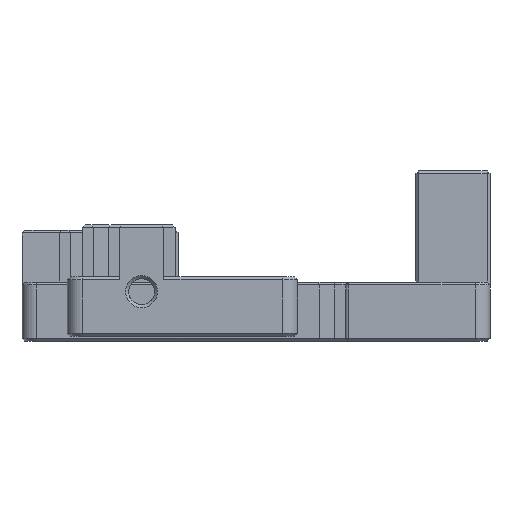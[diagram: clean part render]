
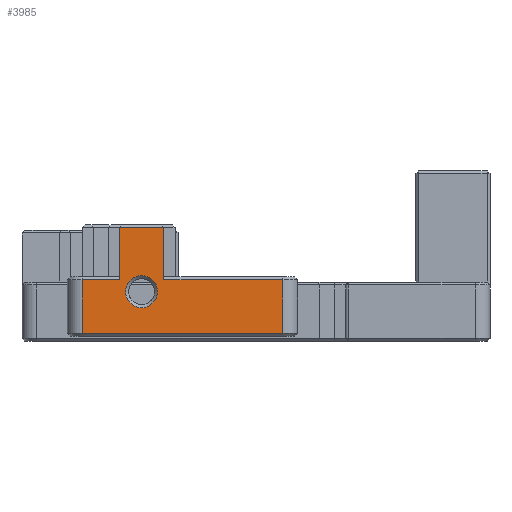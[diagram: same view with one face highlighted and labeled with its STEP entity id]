
A CAD part, front view. The second image highlights one B-rep face of the part: STEP entity #3985.
In plain terms, the highlighted planar face has unit normal (0, -1, 0).
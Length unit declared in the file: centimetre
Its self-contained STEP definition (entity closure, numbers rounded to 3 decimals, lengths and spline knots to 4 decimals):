
#50=LINE($,#5880,#546);
#51=LINE($,#5883,#547);
#52=LINE($,#5885,#548);
#53=LINE($,#5887,#549);
#54=LINE($,#5889,#550);
#55=LINE($,#5891,#551);
#56=LINE($,#5893,#552);
#57=LINE($,#5894,#553);
#546=VECTOR($,#4654,0.5);
#547=VECTOR($,#4657,0.7);
#548=VECTOR($,#4658,0.72);
#549=VECTOR($,#4659,2.7);
#550=VECTOR($,#4660,0.72);
#551=VECTOR($,#4661,1.6);
#552=VECTOR($,#4662,0.7);
#553=VECTOR($,#4663,0.6);
#1023=PLANE($,#4260);
#1238=FACE_BOUND($,#1537,.T.);
#1279=FACE_OUTER_BOUND($,#1536,.T.);
#1536=EDGE_LOOP($,(#2857,#2858,#2859,#2860,#2861,#2862,#2863,#2864));
#1537=EDGE_LOOP($,(#2865));
#1810=CIRCLE($,#4261,0.215);
#1902=VERTEX_POINT($,#5870);
#1904=VERTEX_POINT($,#5876);
#1906=VERTEX_POINT($,#5882);
#1907=VERTEX_POINT($,#5884);
#1908=VERTEX_POINT($,#5886);
#1909=VERTEX_POINT($,#5888);
#1910=VERTEX_POINT($,#5890);
#1911=VERTEX_POINT($,#5892);
#1912=VERTEX_POINT($,#5895);
#2259=EDGE_CURVE($,#1902,#1904,#50,.T.);
#2260=EDGE_CURVE($,#1904,#1906,#51,.T.);
#2261=EDGE_CURVE($,#1907,#1902,#52,.T.);
#2262=EDGE_CURVE($,#1908,#1907,#53,.T.);
#2263=EDGE_CURVE($,#1909,#1908,#54,.T.);
#2264=EDGE_CURVE($,#1910,#1909,#55,.T.);
#2265=EDGE_CURVE($,#1911,#1910,#56,.T.);
#2266=EDGE_CURVE($,#1906,#1911,#57,.T.);
#2267=EDGE_CURVE($,#1912,#1912,#1810,.T.);
#2857=ORIENTED_EDGE($,*,*,#2260,.F.);
#2858=ORIENTED_EDGE($,*,*,#2259,.F.);
#2859=ORIENTED_EDGE($,*,*,#2261,.F.);
#2860=ORIENTED_EDGE($,*,*,#2262,.F.);
#2861=ORIENTED_EDGE($,*,*,#2263,.F.);
#2862=ORIENTED_EDGE($,*,*,#2264,.F.);
#2863=ORIENTED_EDGE($,*,*,#2265,.F.);
#2864=ORIENTED_EDGE($,*,*,#2266,.F.);
#2865=ORIENTED_EDGE($,*,*,#2267,.F.);
#3985=ADVANCED_FACE($,(#1279,#1238),#1023,.F.);
#4260=AXIS2_PLACEMENT_3D($,#5881,#4655,#4656);
#4261=AXIS2_PLACEMENT_3D($,#5896,#4664,#4665);
#4654=DIRECTION($,(1.,0.,0.));
#4655=DIRECTION('center_axis',(0.,1.,0.));
#4656=DIRECTION('ref_axis',(0.,0.,1.));
#4657=DIRECTION($,(0.,0.,1.));
#4658=DIRECTION($,(0.,0.,1.));
#4659=DIRECTION($,(-1.,0.,0.));
#4660=DIRECTION($,(0.,0.,-1.));
#4661=DIRECTION($,(1.,0.,0.));
#4662=DIRECTION($,(0.,0.,-1.));
#4663=DIRECTION($,(1.,0.,0.));
#4664=DIRECTION('center_axis',(0.,-1.,0.));
#4665=DIRECTION('ref_axis',(0.,0.,-1.));
#5870=CARTESIAN_POINT('',(-6.1906,12.4172,0.8293));
#5876=CARTESIAN_POINT('',(-5.6906,12.4172,0.8293));
#5880=CARTESIAN_POINT($,(-4.8406,12.4172,0.8293));
#5881=CARTESIAN_POINT('Origin',(-4.8406,12.4172,0.6193));
#5882=CARTESIAN_POINT('',(-5.6906,12.4172,1.5293));
#5883=CARTESIAN_POINT($,(-5.6906,12.4172,0.7443));
#5884=CARTESIAN_POINT('',(-6.1906,12.4172,0.1093));
#5885=CARTESIAN_POINT($,(-6.1906,12.4172,0.6193));
#5886=CARTESIAN_POINT('',(-3.4906,12.4172,0.1093));
#5887=CARTESIAN_POINT($,(-4.8406,12.4172,0.1093));
#5888=CARTESIAN_POINT('',(-3.4906,12.4172,0.8293));
#5889=CARTESIAN_POINT($,(-3.4906,12.4172,0.6193));
#5890=CARTESIAN_POINT('',(-5.0906,12.4172,0.8293));
#5891=CARTESIAN_POINT($,(-4.8406,12.4172,0.8293));
#5892=CARTESIAN_POINT('',(-5.0906,12.4172,1.5293));
#5893=CARTESIAN_POINT($,(-5.0906,12.4172,0.7443));
#5894=CARTESIAN_POINT($,(-4.8406,12.4172,1.5293));
#5895=CARTESIAN_POINT('',(-5.3906,12.4172,0.8843));
#5896=CARTESIAN_POINT('Origin',(-5.3906,12.4172,0.6693));
